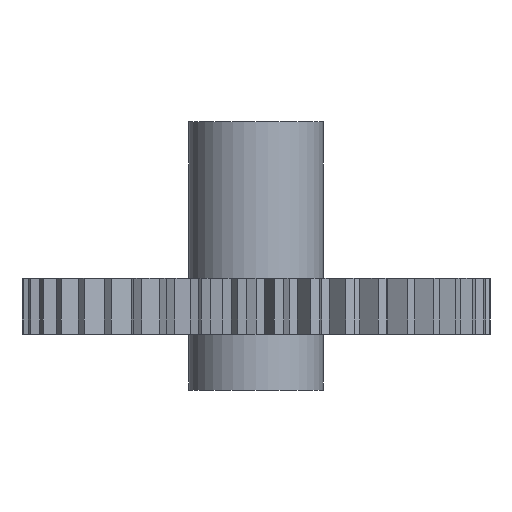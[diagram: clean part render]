
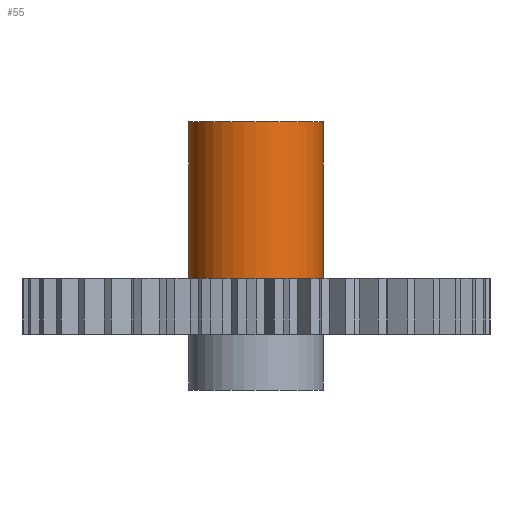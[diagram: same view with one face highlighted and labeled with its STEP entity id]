
A CAD part, front view. The second image highlights one B-rep face of the part: STEP entity #55.
In plain terms, the highlighted cylindrical face has radius 6 mm (diameter 12 mm), a full revolution.
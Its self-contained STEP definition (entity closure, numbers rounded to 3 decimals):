
#55=ADVANCED_FACE('',(#237,#239),#241,.T.);
#237=FACE_OUTER_BOUND('',#238,.T.);
#238=EDGE_LOOP('',(#1711));
#239=FACE_OUTER_BOUND('',#240,.T.);
#240=EDGE_LOOP('',(#1712));
#241=CYLINDRICAL_SURFACE('',#242,6.);
#242=AXIS2_PLACEMENT_3D('',#243,#244,#245);
#243=CARTESIAN_POINT('',(15.921,-13.607,-5.));
#244=DIRECTION('',(0.,0.,1.));
#245=DIRECTION('',(-1.,0.,0.));
#1711=ORIENTED_EDGE('',*,*,#2679,.F.);
#1712=ORIENTED_EDGE('',*,*,#2678,.T.);
#2678=EDGE_CURVE('',#3483,#3483,#3484,.T.);
#2679=EDGE_CURVE('',#3485,#3485,#3486,.T.);
#3483=VERTEX_POINT('',#4934);
#3484=CIRCLE('',#4935,6.);
#3485=VERTEX_POINT('',#4939);
#3486=CIRCLE('',#4940,6.);
#4934=CARTESIAN_POINT('',(9.921,-13.607,5.));
#4935=AXIS2_PLACEMENT_3D('',#4936,#4937,#4938);
#4936=CARTESIAN_POINT('',(15.921,-13.607,5.));
#4937=DIRECTION('',(0.,0.,1.));
#4938=DIRECTION('',(-1.,0.,0.));
#4939=CARTESIAN_POINT('',(9.921,-13.607,19.));
#4940=AXIS2_PLACEMENT_3D('',#4941,#4942,#4943);
#4941=CARTESIAN_POINT('',(15.921,-13.607,19.));
#4942=DIRECTION('',(0.,0.,1.));
#4943=DIRECTION('',(-1.,0.,0.));
